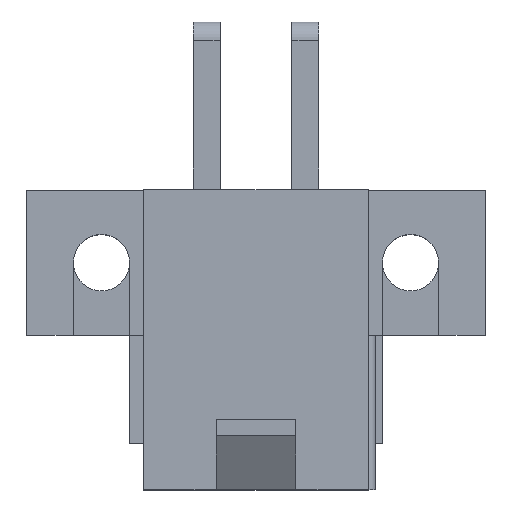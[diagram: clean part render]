
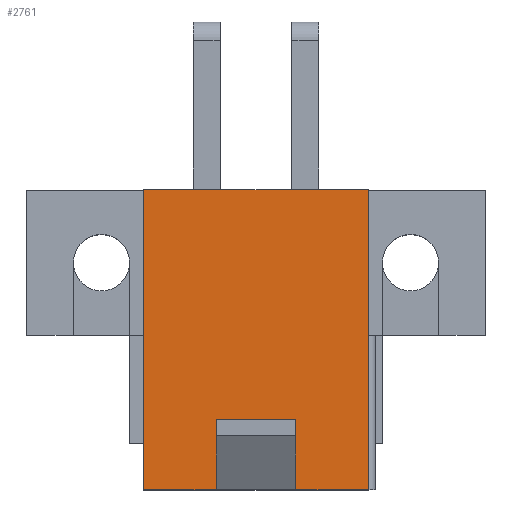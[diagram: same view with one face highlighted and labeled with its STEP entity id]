
A CAD part, top view. The second image highlights one B-rep face of the part: STEP entity #2761.
In plain terms, the highlighted planar face has unit normal (0, 0, 1).
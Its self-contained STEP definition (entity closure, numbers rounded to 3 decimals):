
#337=ORIENTED_EDGE('',*,*,#1087,.F.);
#338=ORIENTED_EDGE('',*,*,#1088,.F.);
#339=ORIENTED_EDGE('',*,*,#1089,.F.);
#340=ORIENTED_EDGE('',*,*,#971,.F.);
#341=ORIENTED_EDGE('',*,*,#1054,.T.);
#342=ORIENTED_EDGE('',*,*,#933,.T.);
#343=ORIENTED_EDGE('',*,*,#1086,.F.);
#344=ORIENTED_EDGE('',*,*,#973,.F.);
#933=EDGE_CURVE('',#1326,#1325,#1576,.T.);
#971=EDGE_CURVE('',#1358,#1359,#1614,.T.);
#973=EDGE_CURVE('',#1360,#1361,#1616,.T.);
#1054=EDGE_CURVE('',#1358,#1326,#1691,.T.);
#1086=EDGE_CURVE('',#1361,#1325,#1719,.T.);
#1087=EDGE_CURVE('',#1450,#1360,#1720,.T.);
#1088=EDGE_CURVE('',#1451,#1450,#1721,.T.);
#1089=EDGE_CURVE('',#1359,#1451,#1722,.T.);
#1325=VERTEX_POINT('',#3950);
#1326=VERTEX_POINT('',#3952);
#1358=VERTEX_POINT('',#4023);
#1359=VERTEX_POINT('',#4024);
#1360=VERTEX_POINT('',#4026);
#1361=VERTEX_POINT('',#4028);
#1450=VERTEX_POINT('',#4250);
#1451=VERTEX_POINT('',#4252);
#1576=LINE('',#3951,#1953);
#1614=LINE('',#4022,#1991);
#1616=LINE('',#4027,#1993);
#1691=LINE('',#4186,#2068);
#1719=LINE('',#4247,#2096);
#1720=LINE('',#4249,#2097);
#1721=LINE('',#4251,#2098);
#1722=LINE('',#4253,#2099);
#1953=VECTOR('',#3177,1000.);
#1991=VECTOR('',#3217,1000.);
#1993=VECTOR('',#3219,1000.);
#2068=VECTOR('',#3330,1000.);
#2096=VECTOR('',#3378,1000.);
#2097=VECTOR('',#3381,1000.);
#2098=VECTOR('',#3382,1000.);
#2099=VECTOR('',#3383,1000.);
#2305=EDGE_LOOP('',(#337,#338,#339,#340,#341,#342,#343,#344));
#2474=FACE_BOUND('',#2305,.T.);
#2625=PLANE('',#2954);
#2761=ADVANCED_FACE('',(#2474),#2625,.T.);
#2954=AXIS2_PLACEMENT_3D('',#4248,#3379,#3380);
#3177=DIRECTION('',(-1.,0.,0.));
#3217=DIRECTION('',(-1.,0.,0.));
#3219=DIRECTION('',(-1.,0.,0.));
#3330=DIRECTION('',(0.,1.,0.));
#3378=DIRECTION('',(0.,1.,0.));
#3379=DIRECTION('',(0.,0.,1.));
#3380=DIRECTION('',(1.,0.,0.));
#3381=DIRECTION('',(0.,-1.,0.));
#3382=DIRECTION('',(-1.,0.,0.));
#3383=DIRECTION('',(0.,1.,0.));
#3950=CARTESIAN_POINT('',(-4.8,6.4,4.8));
#3951=CARTESIAN_POINT('',(4.8,6.4,4.8));
#3952=CARTESIAN_POINT('',(4.8,6.4,4.8));
#4022=CARTESIAN_POINT('',(4.8,-6.4,4.8));
#4023=CARTESIAN_POINT('',(4.8,-6.4,4.8));
#4024=CARTESIAN_POINT('',(1.7,-6.4,4.8));
#4026=CARTESIAN_POINT('',(-1.7,-6.4,4.8));
#4027=CARTESIAN_POINT('',(4.8,-6.4,4.8));
#4028=CARTESIAN_POINT('',(-4.8,-6.4,4.8));
#4186=CARTESIAN_POINT('',(4.8,-6.4,4.8));
#4247=CARTESIAN_POINT('',(-4.8,-6.4,4.8));
#4248=CARTESIAN_POINT('',(4.8,-6.4,4.8));
#4249=CARTESIAN_POINT('',(-1.7,-3.4,4.8));
#4250=CARTESIAN_POINT('',(-1.7,-3.4,4.8));
#4251=CARTESIAN_POINT('',(1.7,-3.4,4.8));
#4252=CARTESIAN_POINT('',(1.7,-3.4,4.8));
#4253=CARTESIAN_POINT('',(1.7,-6.4,4.8));
